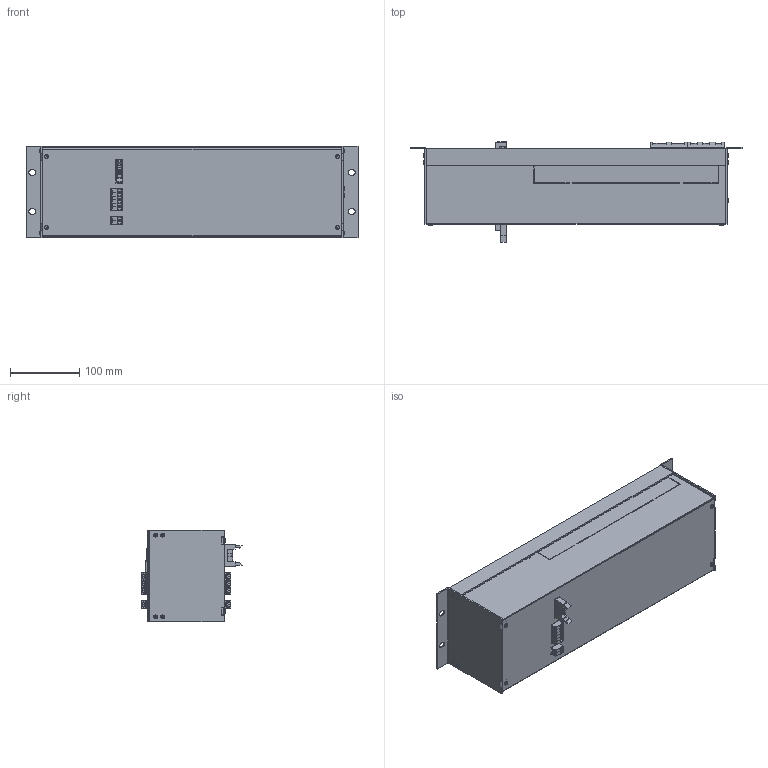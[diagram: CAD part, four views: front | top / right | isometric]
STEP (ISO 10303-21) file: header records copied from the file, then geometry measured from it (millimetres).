
FILE_DESCRIPTION(/* description */ (''),/* implementation_level */ '2;1');
FILE_NAME(/* name */ 'УКУ-207.12-3U.stp',/* time_stamp */ '2019-02-06T10:26:04+07:00',/* author */ ('User'),/* organization */ (''),/* preprocessor_version */ 'ST-DEVELOPER v17',/* originating_system */ 'AutoCAD Mechanical',/* authorisation */ '');
FILE_SCHEMA (('AUTOMOTIVE_DESIGN { 1 0 10303 214 3 1 1 }'));
Products named in the file (1): Product
Bounding box: 478.86 x 145.12 x 132 mm (x, y, z)
Volume: 923664.5 mm3; surface area: 632825.1 mm2
Topology: 161 solids, 161 shells, 3241 faces, 8037 edges, 5201 vertices
Faces by surface type: plane 2863, cylinder 313, torus 29, sphere 28, cone 8
Full cylindrical faces by diameter (mm): 0.6 x9, 1 x19, 2 x1, 2.3 x8, 3 x25, 3.15 x16, 3.2 x16, 3.5 x10, 3.8 x10, 4 x2, 5.6 x24, 6 x10, 12 x5, 12.5 x5
Entity records: 94557 total; most frequent: CARTESIAN_POINT 16459, ORIENTED_EDGE 15990, DIRECTION 15631, EDGE_CURVE 7995, LINE 6869, VECTOR 6869, VERTEX_POINT 5166, AXIS2_PLACEMENT_3D 4381
